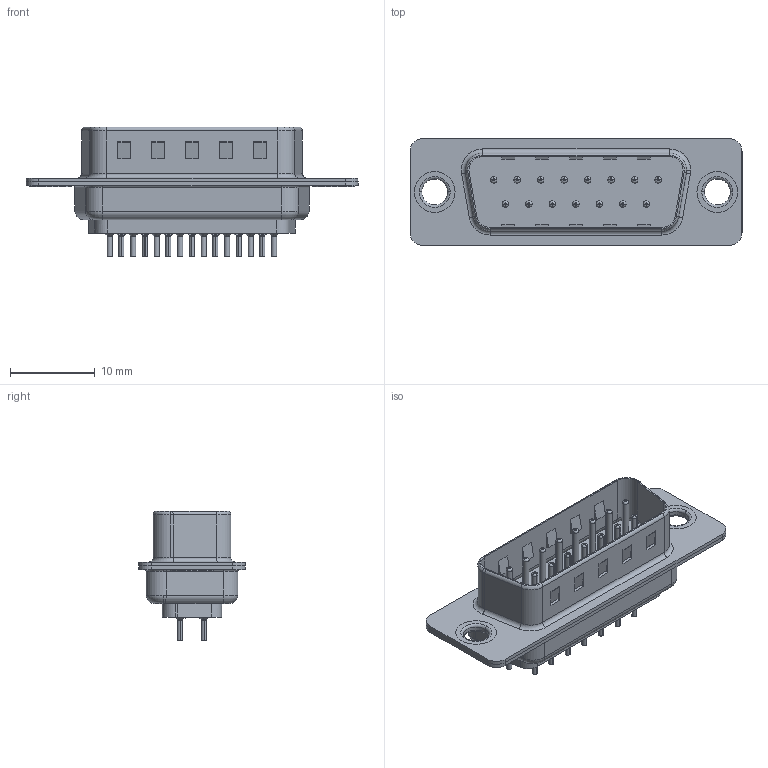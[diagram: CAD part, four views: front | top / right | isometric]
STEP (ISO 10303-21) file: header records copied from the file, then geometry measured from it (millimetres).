
FILE_DESCRIPTION (( 'STEP AP203' ), '1' );
FILE_NAME ('627-015-228-541.STEP', '2018-10-04T23:15:39', ( '' ), ( '' ), 'SwSTEP 2.0', 'SolidWorks 2016', '' );
FILE_SCHEMA (( 'CONFIG_CONTROL_DESIGN' ));
Length unit declared in the file: millimetre
Products named in the file (7): 627 Contact Row 2_28L; 627 Thru Hole Rivet; 627 Housing_15 LP; 627-015-228-541; 627 Shell Front_15 Contacts; 627 Shell Rear_15 Contacts; 627 Contact Row 1_28L
Assembly tree (20 placements, depth 2):
  627-015-228-541
    627 Housing_15 LP
    627 Shell Front_15 Contacts
    627 Shell Rear_15 Contacts
    627 Contact Row 1_28L  x8
    627 Contact Row 2_28L  x7
    627 Thru Hole Rivet  x2
Bounding box: 39.15 x 12.6 x 15.3 mm (x, y, z)
Volume: 1745.3 mm3; surface area: 5161 mm2
Topology: 20 solids, 20 shells, 1784 faces, 4630 edges, 2867 vertices
Faces by surface type: cylinder 672, plane 499, torus 463, cone 150
Entity records: 19511 total; most frequent: CARTESIAN_POINT 3624, DIRECTION 3339, ORIENTED_EDGE 2950, EDGE_CURVE 1475, AXIS2_PLACEMENT_3D 1326, VERTEX_POINT 932, CIRCLE 709, EDGE_LOOP 697
